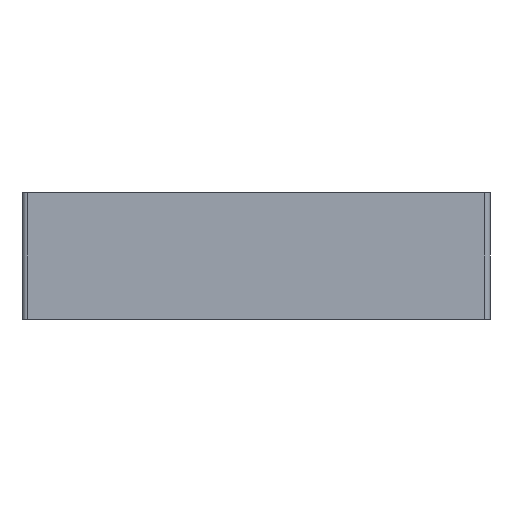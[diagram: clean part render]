
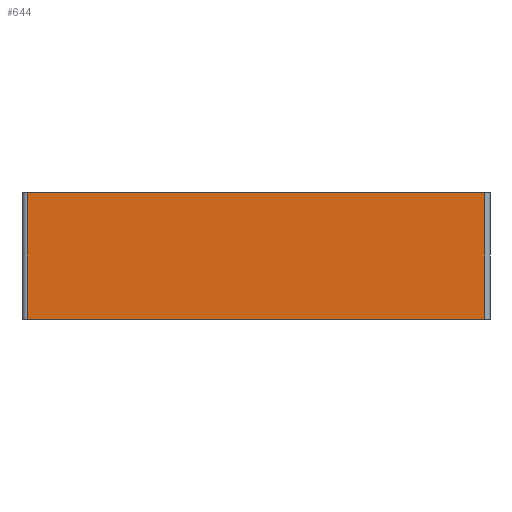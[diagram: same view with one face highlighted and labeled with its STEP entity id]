
A CAD part, left-side view. The second image highlights one B-rep face of the part: STEP entity #644.
In plain terms, the highlighted planar face has unit normal (-1, 0, 0).
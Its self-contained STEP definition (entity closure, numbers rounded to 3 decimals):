
#19=PLANE('',#696);
#40=FACE_OUTER_BOUND('',#76,.T.);
#76=EDGE_LOOP('',(#439,#440,#441,#442));
#115=LINE('',#969,#179);
#117=LINE('',#975,#181);
#118=LINE('',#977,#182);
#119=LINE('',#978,#183);
#179=VECTOR('',#767,10.);
#181=VECTOR('',#773,10.);
#182=VECTOR('',#774,10.);
#183=VECTOR('',#775,10.);
#276=VERTEX_POINT('',#966);
#277=VERTEX_POINT('',#968);
#279=VERTEX_POINT('',#974);
#280=VERTEX_POINT('',#976);
#340=EDGE_CURVE('',#276,#277,#115,.T.);
#343=EDGE_CURVE('',#279,#276,#117,.T.);
#344=EDGE_CURVE('',#280,#279,#118,.T.);
#345=EDGE_CURVE('',#277,#280,#119,.T.);
#439=ORIENTED_EDGE('',*,*,#340,.F.);
#440=ORIENTED_EDGE('',*,*,#343,.F.);
#441=ORIENTED_EDGE('',*,*,#344,.F.);
#442=ORIENTED_EDGE('',*,*,#345,.F.);
#644=ADVANCED_FACE('',(#40),#19,.T.);
#696=AXIS2_PLACEMENT_3D('',#973,#771,#772);
#767=DIRECTION('',(0.,0.,1.));
#771=DIRECTION('center_axis',(-1.,0.,0.));
#772=DIRECTION('ref_axis',(0.,1.,0.));
#773=DIRECTION('',(0.,1.,0.));
#774=DIRECTION('',(0.,0.,-1.));
#775=DIRECTION('',(0.,-1.,0.));
#966=CARTESIAN_POINT('',(-81.762,83.836,-24.));
#968=CARTESIAN_POINT('',(-81.762,83.836,0.));
#969=CARTESIAN_POINT('',(-81.762,83.836,0.));
#973=CARTESIAN_POINT('Origin',(-81.762,-3.664,0.));
#974=CARTESIAN_POINT('',(-81.762,-2.664,-24.));
#975=CARTESIAN_POINT('',(-81.762,84.836,-24.));
#976=CARTESIAN_POINT('',(-81.762,-2.664,0.));
#977=CARTESIAN_POINT('',(-81.762,-2.664,0.));
#978=CARTESIAN_POINT('',(-81.762,84.836,0.));
